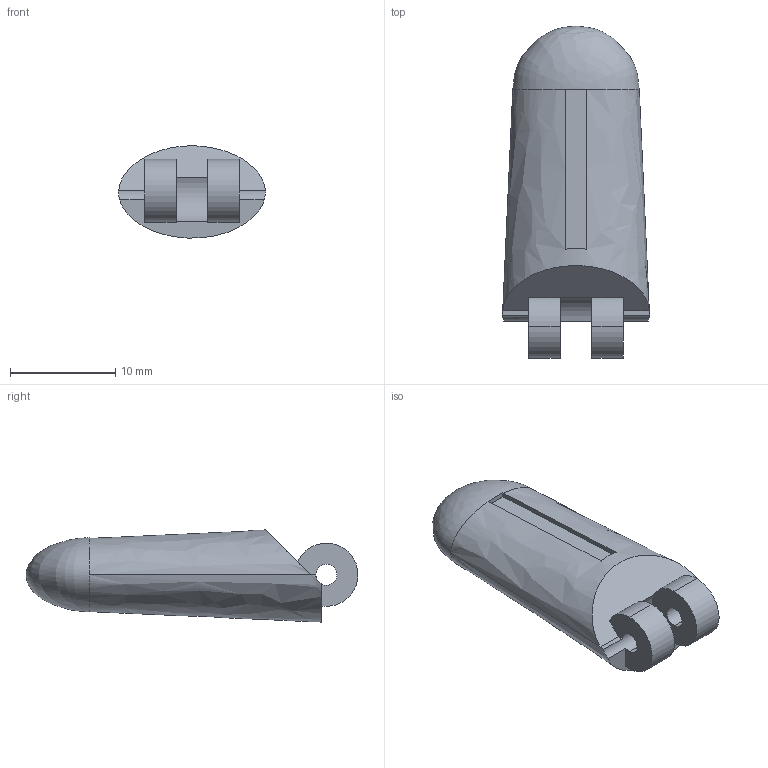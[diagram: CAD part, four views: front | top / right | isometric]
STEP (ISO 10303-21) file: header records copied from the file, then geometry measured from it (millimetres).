
FILE_DESCRIPTION (( 'STEP AP214' ), '1' );
FILE_NAME ('part3.STEP', '2025-11-24T19:38:50', ( '' ), ( '' ), 'SwSTEP 2.0', 'SolidWorks 2023', '' );
FILE_SCHEMA (( 'AUTOMOTIVE_DESIGN' ));
Length unit declared in the file: millimetre
Products named in the file (1): part3
Bounding box: 13.95 x 31.5 x 8.74 mm (x, y, z)
Volume: 1914.9 mm3; surface area: 1272.9 mm2
Topology: 1 solids, 2 shells, 33 faces, 95 edges, 62 vertices
Faces by surface type: plane 19, cylinder 11, bspline 3
Entity records: 1706 total; most frequent: CARTESIAN_POINT 850, ORIENTED_EDGE 186, DIRECTION 157, EDGE_CURVE 93, VERTEX_POINT 62, AXIS2_PLACEMENT_3D 55, LINE 47, VECTOR 47
